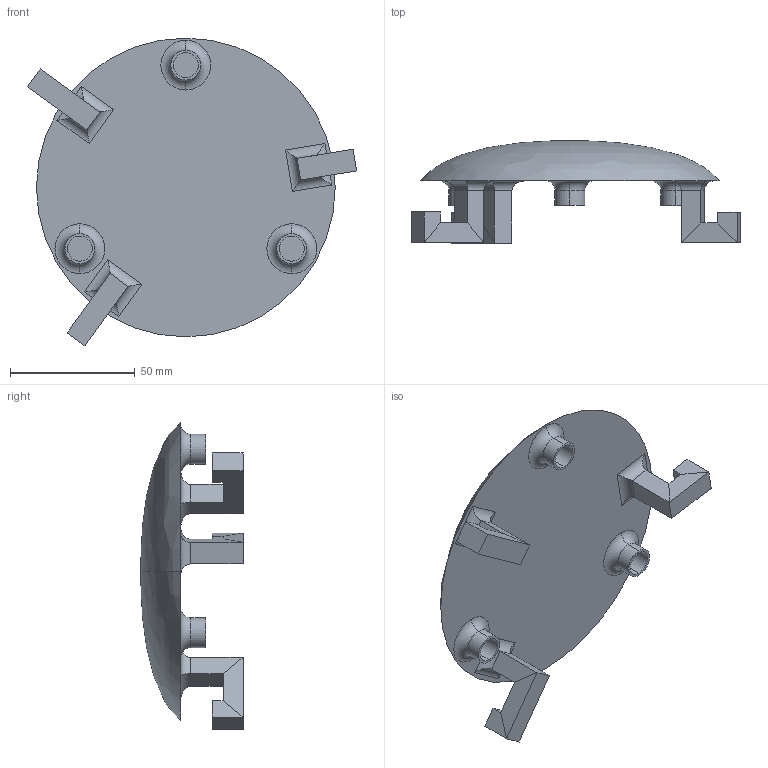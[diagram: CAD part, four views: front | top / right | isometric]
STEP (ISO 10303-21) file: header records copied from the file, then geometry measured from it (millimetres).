
FILE_DESCRIPTION (( 'STEP AP214' ), '1' );
FILE_NAME ('buzz.STEP', '2025-01-26T18:16:43', ( '' ), ( '' ), 'SwSTEP 2.0', 'SolidWorks 2023', '' );
FILE_SCHEMA (( 'AUTOMOTIVE_DESIGN' ));
Length unit declared in the file: millimetre
Products named in the file (1): buzz
Bounding box: 132.26 x 41.03 x 123.61 mm (x, y, z)
Volume: 41577 mm3; surface area: 54596.9 mm2
Topology: 1 solids, 2 shells, 122 faces, 258 edges, 149 vertices
Faces by surface type: plane 86, cylinder 26, torus 6, bspline 4
Entity records: 3339 total; most frequent: CARTESIAN_POINT 756, DIRECTION 524, ORIENTED_EDGE 512, EDGE_CURVE 256, LINE 194, VECTOR 194, AXIS2_PLACEMENT_3D 165, VERTEX_POINT 149
